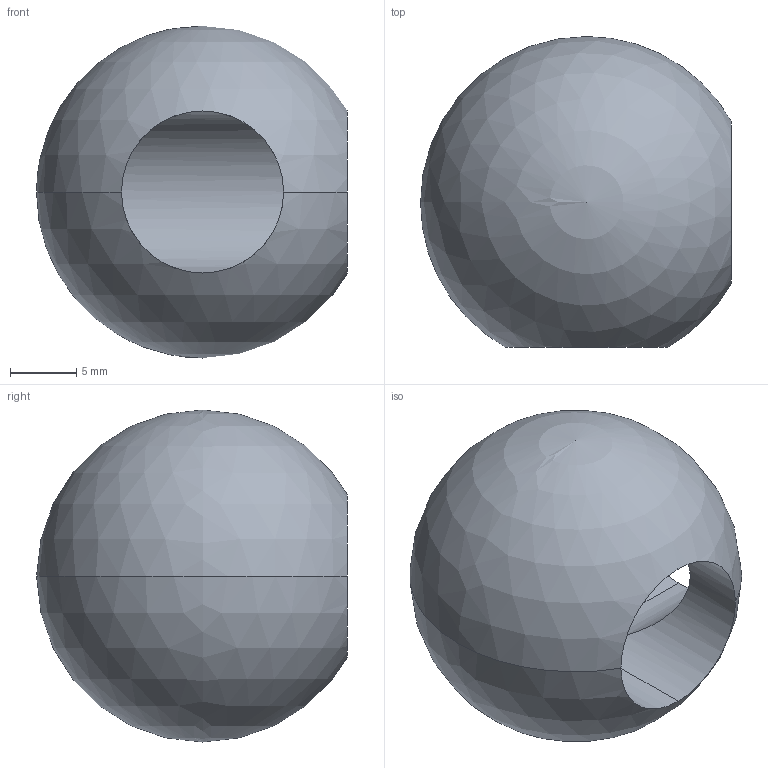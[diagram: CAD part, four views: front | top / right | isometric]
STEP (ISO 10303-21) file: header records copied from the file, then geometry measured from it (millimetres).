
FILE_DESCRIPTION (( 'STEP AP203' ), '1' );
FILE_NAME ('51025-240S2.STEP', '2016-05-20T08:55:47', ( '' ), ( '' ), 'SwSTEP 2.0', 'SolidWorks 2015', '' );
FILE_SCHEMA (( 'CONFIG_CONTROL_DESIGN' ));
Length unit declared in the file: millimetre
Products named in the file (1): 51025-240S2
Bounding box: 23.41 x 23.41 x 25 mm (x, y, z)
Volume: 5440.4 mm3; surface area: 2550.2 mm2
Topology: 1 solids, 1 shells, 6 faces, 22 edges, 14 vertices
Faces by surface type: cylinder 4, sphere 2
Entity records: 285 total; most frequent: CARTESIAN_POINT 41, DIRECTION 40, ORIENTED_EDGE 34, AXIS2_PLACEMENT_3D 18, EDGE_CURVE 17, VERTEX_POINT 11, CIRCLE 11, PERSON_AND_ORGANIZATION 8
